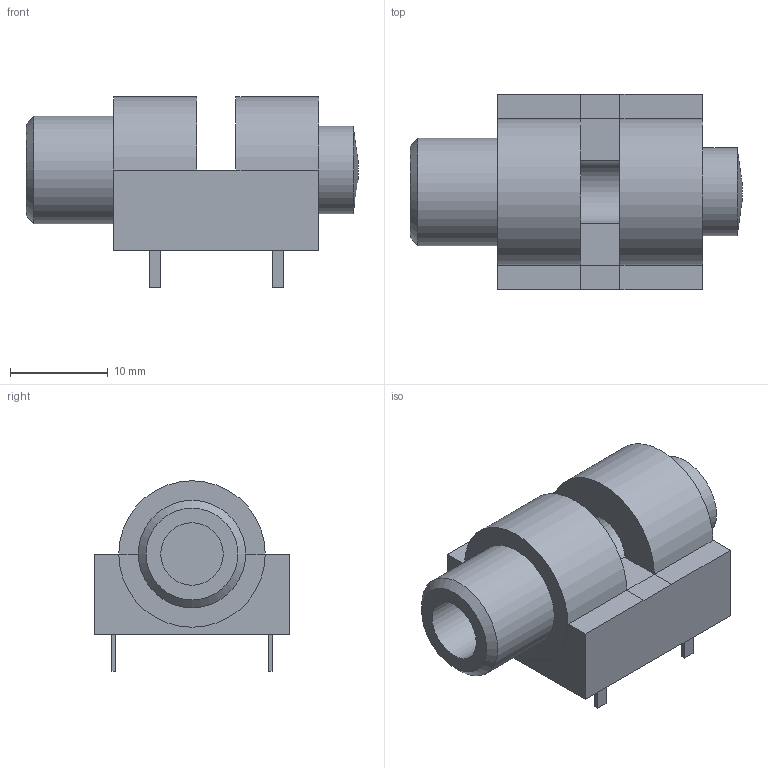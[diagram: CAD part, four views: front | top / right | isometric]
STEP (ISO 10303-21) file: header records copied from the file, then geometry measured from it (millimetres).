
FILE_DESCRIPTION(('FreeCAD Model'),'2;1');
FILE_NAME('Open CASCADE Shape Model','2022-01-15T23:09:15',( 'kicad StepUp'),('ksu MCAD'),'Open CASCADE STEP processor 7.5', 'FreeCAD','Unknown');
FILE_SCHEMA(('AUTOMOTIVE_DESIGN { 1 0 10303 214 1 1 1 1 }'));
Length unit declared in the file: millimetre
Products named in the file (1): Assembly
Bounding box: 34 x 20 x 19.5 mm (x, y, z)
Volume: 5197.9 mm3; surface area: 2918.6 mm2
Topology: 1 solids, 1 shells, 49 faces, 110 edges, 66 vertices
Faces by surface type: plane 42, cylinder 5, cone 2
Full cylindrical faces by diameter (mm): 6.4 x1, 9 x1, 11 x1
Entity records: 1493 total; most frequent: DIRECTION 228, CARTESIAN_POINT 226, ORIENTED_EDGE 220, EDGE_CURVE 110, LINE 92, VECTOR 92, AXIS2_PLACEMENT_3D 68, VERTEX_POINT 66
